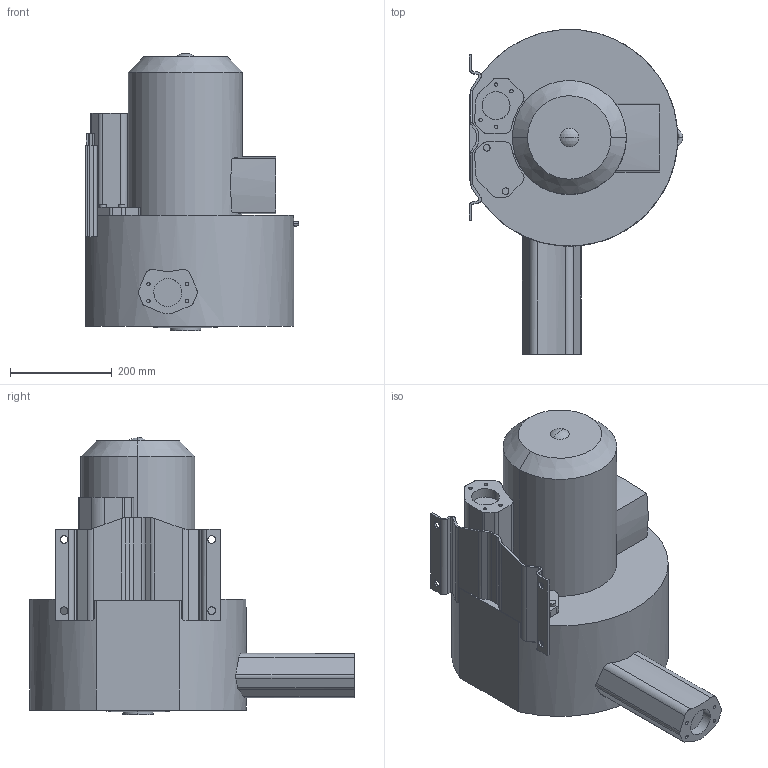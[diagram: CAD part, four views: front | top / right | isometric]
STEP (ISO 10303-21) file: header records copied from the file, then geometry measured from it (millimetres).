
FILE_DESCRIPTION (( 'STEP AP203' ), '1' );
FILE_NAME ('2rb720-1HQ37.STEP', '2025-04-28T05:56:38', ( '' ), ( '' ), 'SwSTEP 2.0', 'SolidWorks 2021', '' );
FILE_SCHEMA (( 'CONFIG_CONTROL_DESIGN' ));
Length unit declared in the file: millimetre
Products named in the file (1): 2rb720-1HQ37
Bounding box: 420.12 x 638.43 x 544.75 mm (x, y, z)
Volume: 47317239.5 mm3; surface area: 1088445.6 mm2
Topology: 1 solids, 1 shells, 184 faces, 552 edges, 391 vertices
Faces by surface type: cylinder 94, plane 76, bspline 8, sphere 2, torus 2, cone 2
Entity records: 12036 total; most frequent: CARTESIAN_POINT 7343, ORIENTED_EDGE 1104, DIRECTION 743, EDGE_CURVE 552, VERTEX_POINT 391, AXIS2_PLACEMENT_3D 257, B_SPLINE_CURVE_WITH_KNOTS 233, LINE 229
